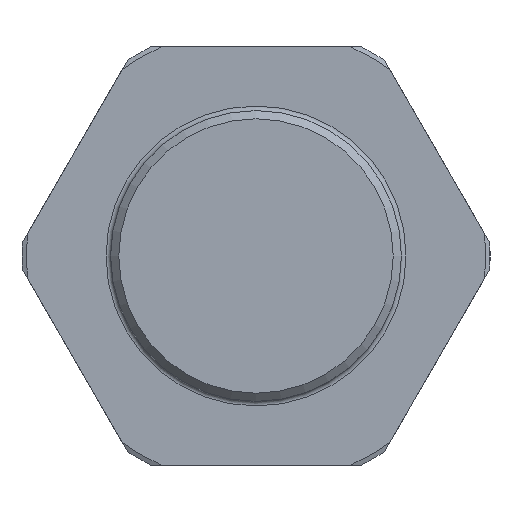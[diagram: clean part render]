
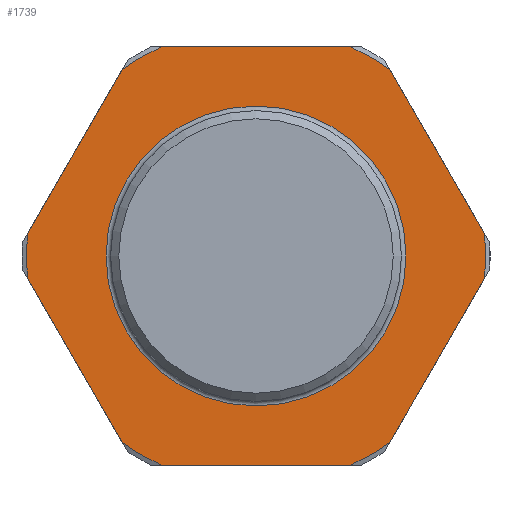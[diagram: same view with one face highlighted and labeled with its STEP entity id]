
A CAD part, left-side view. The second image highlights one B-rep face of the part: STEP entity #1739.
In plain terms, the highlighted planar face has unit normal (-1, 0, 0).
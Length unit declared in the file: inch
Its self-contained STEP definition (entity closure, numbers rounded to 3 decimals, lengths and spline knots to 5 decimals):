
#48=FACE_BOUND('',#442,.T.);
#146=LINE('',#3312,#212);
#149=LINE('',#3342,#215);
#152=LINE('',#3372,#218);
#155=LINE('',#3402,#221);
#158=LINE('',#3422,#224);
#161=LINE('',#3465,#227);
#212=VECTOR('',#2395,0.3937);
#215=VECTOR('',#2400,0.3937);
#218=VECTOR('',#2405,0.3937);
#221=VECTOR('',#2410,0.3937);
#224=VECTOR('',#2415,0.3937);
#227=VECTOR('',#2420,0.3937);
#345=FACE_OUTER_BOUND('',#441,.T.);
#441=EDGE_LOOP('',(#1455,#1456,#1457,#1458,#1459,#1460,#1461,#1462,#1463,
#1464,#1465,#1466));
#442=EDGE_LOOP('',(#1467,#1468));
#557=CIRCLE('',#1953,0.99409);
#558=CIRCLE('',#1955,0.99409);
#561=CIRCLE('',#1959,0.99409);
#563=CIRCLE('',#1962,0.99409);
#565=CIRCLE('',#1965,0.99409);
#566=CIRCLE('',#1967,0.99409);
#571=CIRCLE('',#1974,0.64961);
#572=CIRCLE('',#1975,0.64961);
#723=VERTEX_POINT('',#3309);
#724=VERTEX_POINT('',#3311);
#727=VERTEX_POINT('',#3339);
#728=VERTEX_POINT('',#3341);
#731=VERTEX_POINT('',#3369);
#732=VERTEX_POINT('',#3371);
#735=VERTEX_POINT('',#3399);
#736=VERTEX_POINT('',#3401);
#739=VERTEX_POINT('',#3419);
#740=VERTEX_POINT('',#3421);
#744=VERTEX_POINT('',#3462);
#745=VERTEX_POINT('',#3464);
#748=VERTEX_POINT('',#3492);
#749=VERTEX_POINT('',#3493);
#955=EDGE_CURVE('',#724,#723,#146,.T.);
#959=EDGE_CURVE('',#728,#727,#149,.T.);
#963=EDGE_CURVE('',#732,#731,#152,.T.);
#967=EDGE_CURVE('',#736,#735,#155,.T.);
#971=EDGE_CURVE('',#740,#739,#158,.T.);
#976=EDGE_CURVE('',#745,#744,#161,.T.);
#979=EDGE_CURVE('',#745,#739,#557,.T.);
#980=EDGE_CURVE('',#732,#735,#558,.T.);
#983=EDGE_CURVE('',#740,#731,#561,.T.);
#985=EDGE_CURVE('',#736,#727,#563,.T.);
#987=EDGE_CURVE('',#728,#723,#565,.T.);
#988=EDGE_CURVE('',#724,#744,#566,.T.);
#993=EDGE_CURVE('',#748,#749,#571,.T.);
#994=EDGE_CURVE('',#749,#748,#572,.T.);
#1455=ORIENTED_EDGE('',*,*,#955,.T.);
#1456=ORIENTED_EDGE('',*,*,#987,.F.);
#1457=ORIENTED_EDGE('',*,*,#959,.T.);
#1458=ORIENTED_EDGE('',*,*,#985,.F.);
#1459=ORIENTED_EDGE('',*,*,#967,.T.);
#1460=ORIENTED_EDGE('',*,*,#980,.F.);
#1461=ORIENTED_EDGE('',*,*,#963,.T.);
#1462=ORIENTED_EDGE('',*,*,#983,.F.);
#1463=ORIENTED_EDGE('',*,*,#971,.T.);
#1464=ORIENTED_EDGE('',*,*,#979,.F.);
#1465=ORIENTED_EDGE('',*,*,#976,.T.);
#1466=ORIENTED_EDGE('',*,*,#988,.F.);
#1467=ORIENTED_EDGE('',*,*,#993,.T.);
#1468=ORIENTED_EDGE('',*,*,#994,.T.);
#1557=PLANE('',#1973);
#1739=ADVANCED_FACE('',(#345,#48),#1557,.T.);
#1953=AXIS2_PLACEMENT_3D('',#3469,#2426,#2427);
#1955=AXIS2_PLACEMENT_3D('',#3471,#2430,#2431);
#1959=AXIS2_PLACEMENT_3D('',#3475,#2438,#2439);
#1962=AXIS2_PLACEMENT_3D('',#3478,#2444,#2445);
#1965=AXIS2_PLACEMENT_3D('',#3481,#2450,#2451);
#1967=AXIS2_PLACEMENT_3D('',#3483,#2454,#2455);
#1973=AXIS2_PLACEMENT_3D('',#3491,#2466,#2467);
#1974=AXIS2_PLACEMENT_3D('',#3494,#2468,#2469);
#1975=AXIS2_PLACEMENT_3D('',#3495,#2470,#2471);
#2395=DIRECTION('',(0.,0.5,0.866));
#2400=DIRECTION('',(0.,1.,0.));
#2405=DIRECTION('',(0.,-0.5,-0.866));
#2410=DIRECTION('',(0.,0.5,-0.866));
#2415=DIRECTION('',(0.,-1.,0.));
#2420=DIRECTION('',(0.,-0.5,0.866));
#2426=DIRECTION('center_axis',(1.,0.,0.));
#2427=DIRECTION('ref_axis',(0.,0.,
1.));
#2430=DIRECTION('center_axis',(1.,0.,0.));
#2431=DIRECTION('ref_axis',(0.,0.,
1.));
#2438=DIRECTION('center_axis',(1.,0.,0.));
#2439=DIRECTION('ref_axis',(0.,0.,
1.));
#2444=DIRECTION('center_axis',(1.,0.,0.));
#2445=DIRECTION('ref_axis',(0.,0.,
1.));
#2450=DIRECTION('center_axis',(1.,0.,0.));
#2451=DIRECTION('ref_axis',(0.,0.,
1.));
#2454=DIRECTION('center_axis',(1.,0.,0.));
#2455=DIRECTION('ref_axis',(0.,0.,
1.));
#2466=DIRECTION('center_axis',(-1.,0.,0.));
#2467=DIRECTION('ref_axis',(0.,0.,
-1.));
#2468=DIRECTION('center_axis',(1.,0.,0.));
#2469=DIRECTION('ref_axis',(0.,0.,
1.));
#2470=DIRECTION('center_axis',(1.,0.,0.));
#2471=DIRECTION('ref_axis',(0.,0.,
1.));
#3309=CARTESIAN_POINT('',(-0.67733,-0.57909,0.80801));
#3311=CARTESIAN_POINT('',(-0.67733,-0.9893,0.0975));
#3312=CARTESIAN_POINT('',(-0.67733,-1.01101,0.0599));
#3339=CARTESIAN_POINT('',(-0.67733,0.41021,0.90551));
#3341=CARTESIAN_POINT('',(-0.67733,-0.41021,0.90551));
#3342=CARTESIAN_POINT('',(-0.67733,-0.70215,0.90551));
#3369=CARTESIAN_POINT('',(-0.67733,0.57909,-0.80801));
#3371=CARTESIAN_POINT('',(-0.67733,0.9893,-0.0975));
#3372=CARTESIAN_POINT('',(-0.67733,0.76249,-0.49036));
#3399=CARTESIAN_POINT('',(-0.67733,0.9893,0.0975));
#3401=CARTESIAN_POINT('',(-0.67733,0.57909,0.80801));
#3402=CARTESIAN_POINT('',(-0.67733,0.55738,0.84561));
#3419=CARTESIAN_POINT('',(-0.67733,-0.41021,-0.90551));
#3421=CARTESIAN_POINT('',(-0.67733,0.41021,-0.90551));
#3422=CARTESIAN_POINT('',(-0.67733,-0.29194,-0.90551));
#3462=CARTESIAN_POINT('',(-0.67733,-0.9893,-0.0975));
#3464=CARTESIAN_POINT('',(-0.67733,-0.57909,-0.80801));
#3465=CARTESIAN_POINT('',(-0.67733,-0.80591,-0.41515));
#3469=CARTESIAN_POINT('Origin',(-0.67733,0.,
0.));
#3471=CARTESIAN_POINT('Origin',(-0.67733,0.,
0.));
#3475=CARTESIAN_POINT('Origin',(-0.67733,0.,
0.));
#3478=CARTESIAN_POINT('Origin',(-0.67733,0.,
0.));
#3481=CARTESIAN_POINT('Origin',(-0.67733,0.,
0.));
#3483=CARTESIAN_POINT('Origin',(-0.67733,0.,
0.));
#3491=CARTESIAN_POINT('Origin',(-0.67733,-0.99409,0.));
#3492=CARTESIAN_POINT('',(-0.67733,-0.64961,0.));
#3493=CARTESIAN_POINT('',(-0.67733,0.,-0.64961));
#3494=CARTESIAN_POINT('Origin',(-0.67733,0.,
0.));
#3495=CARTESIAN_POINT('Origin',(-0.67733,0.,
0.));
